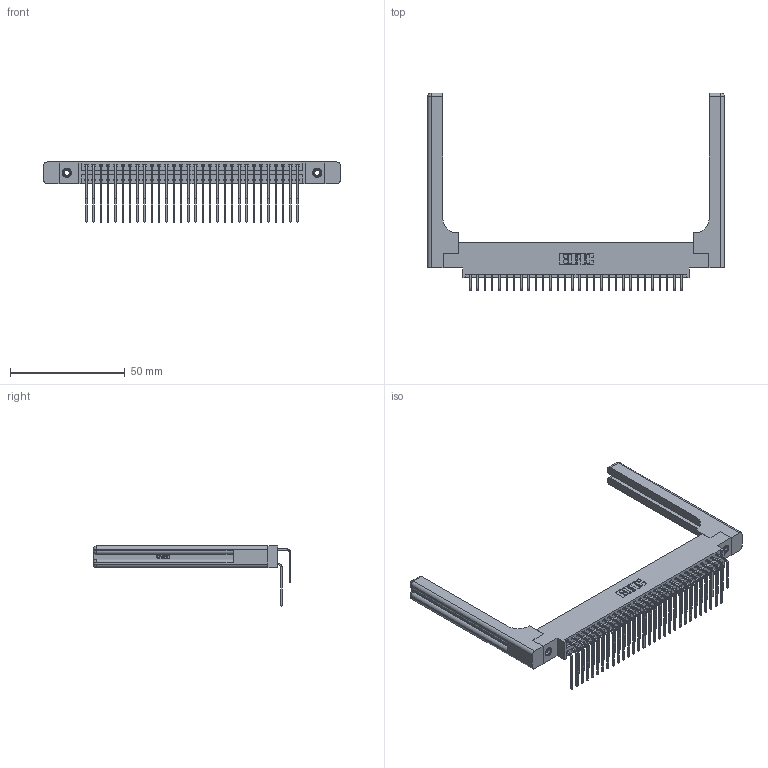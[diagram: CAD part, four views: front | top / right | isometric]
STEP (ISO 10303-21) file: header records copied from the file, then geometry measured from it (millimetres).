
FILE_DESCRIPTION (( 'STEP AP203' ), '1' );
FILE_NAME ('346-060-559-858.STEP', '2022-05-21T12:42:47', ( '' ), ( '' ), 'SwSTEP 2.0', 'SolidWorks 2020', '' );
FILE_SCHEMA (( 'CONFIG_CONTROL_DESIGN' ));
Length unit declared in the file: inch
Products named in the file (6): 346-220-058_345-220-058; 346-060-559-858; 345-292-001_559 Tail - 2; 346 Part_0.170 Offset - 0.156 Dia-TH; 345-292-001_558 559 Tail - 1; 345-250-001_345-250-001-102
Assembly tree (65 placements, depth 2):
  346-060-559-858
    346 Part_0.170 Offset - 0.156 Dia-TH
    345-292-001_558 559 Tail - 1  x30
    345-292-001_559 Tail - 2  x30
    345-250-001_345-250-001-102  x2
    346-220-058_345-220-058  x2
Bounding box: 129.31 x 86.17 x 26.16 mm (x, y, z)
Volume: 20183.9 mm3; surface area: 24101.6 mm2
Topology: 65 solids, 65 shells, 3636 faces, 10703 edges, 7034 vertices
Faces by surface type: plane 2462, cylinder 1114, bspline 36, cone 12, sphere 8, torus 4
Entity records: 28708 total; most frequent: CARTESIAN_POINT 5814, ORIENTED_EDGE 4492, DIRECTION 4078, EDGE_CURVE 2246, LINE 1862, VECTOR 1862, VERTEX_POINT 1486, AXIS2_PLACEMENT_3D 1108
